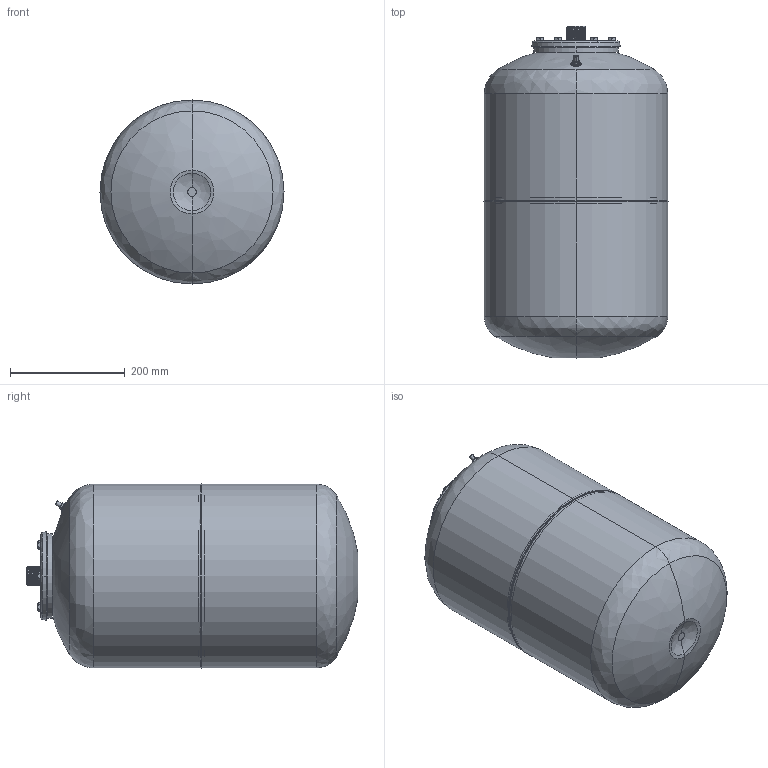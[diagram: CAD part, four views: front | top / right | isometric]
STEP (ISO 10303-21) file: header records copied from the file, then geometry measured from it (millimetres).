
FILE_DESCRIPTION (( 'STEP AP203' ), '1' );
FILE_NAME ('25TX.STEP', '2021-03-10T15:36:01', ( '' ), ( '' ), 'SwSTEP 2.0', 'SolidWorks 2021', '' );
FILE_SCHEMA (( 'CONFIG_CONTROL_DESIGN' ));
Length unit declared in the file: inch
Products named in the file (1): 25TX
Bounding box: 320.4 x 577.99 x 320.4 mm (x, y, z)
Surface area: 986426.2 mm2 (no closed solid volume)
Topology: 0 solids, 15 shells, 171 faces, 444 edges, 296 vertices
Faces by surface type: plane 64, bspline 54, cone 37, cylinder 16
Entity records: 16030 total; most frequent: CARTESIAN_POINT 12248, ORIENTED_EDGE 804, DIRECTION 637, EDGE_CURVE 444, VERTEX_POINT 296, AXIS2_PLACEMENT_3D 254, EDGE_LOOP 194, B_SPLINE_CURVE_WITH_KNOTS 177
